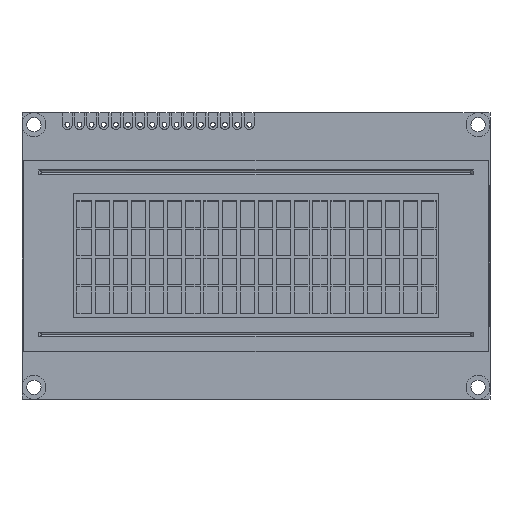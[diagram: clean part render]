
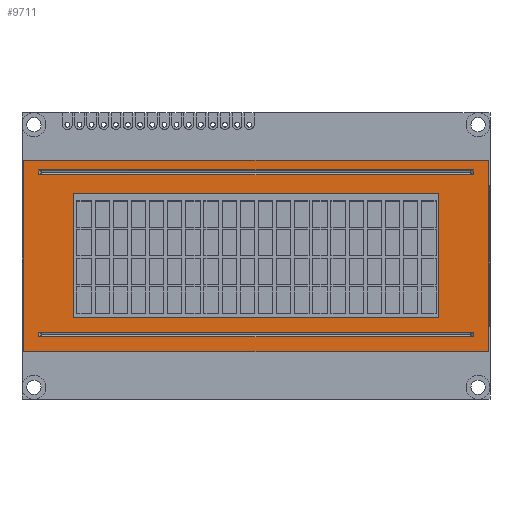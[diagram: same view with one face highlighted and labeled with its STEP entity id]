
A CAD part, top view. The second image highlights one B-rep face of the part: STEP entity #9711.
In plain terms, the highlighted planar face has unit normal (0, 0, 1).
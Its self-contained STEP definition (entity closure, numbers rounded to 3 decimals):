
#7245=CARTESIAN_POINT('',(48.6,20.,11.6));
#7246=VERTEX_POINT('',#7245);
#7253=CARTESIAN_POINT('',(48.6,-20.,11.6));
#7254=VERTEX_POINT('',#7253);
#7255=CARTESIAN_POINT('',(48.6,-20.,11.6));
#7256=DIRECTION('',(-0.,1.,0.));
#7257=VECTOR('',#7256,40.);
#7258=LINE('',#7255,#7257);
#7259=EDGE_CURVE('',#7254,#7246,#7258,.T.);
#9536=CARTESIAN_POINT('',(-48.6,20.,11.6));
#9537=VERTEX_POINT('',#9536);
#9544=CARTESIAN_POINT('',(48.6,20.,11.6));
#9545=DIRECTION('',(-1.,0.,0.));
#9546=VECTOR('',#9545,97.2);
#9547=LINE('',#9544,#9546);
#9548=EDGE_CURVE('',#7246,#9537,#9547,.T.);
#9561=CARTESIAN_POINT('',(-48.6,-20.,11.6));
#9562=VERTEX_POINT('',#9561);
#9569=CARTESIAN_POINT('',(-48.6,20.,11.6));
#9570=DIRECTION('',(0.,-1.,0.));
#9571=VECTOR('',#9570,40.);
#9572=LINE('',#9569,#9571);
#9573=EDGE_CURVE('',#9537,#9562,#9572,.T.);
#9587=CARTESIAN_POINT('',(-48.6,-20.,11.6));
#9588=DIRECTION('',(1.,0.,-0.));
#9589=VECTOR('',#9588,97.2);
#9590=LINE('',#9587,#9589);
#9591=EDGE_CURVE('',#9562,#7254,#9590,.T.);
#9598=CARTESIAN_POINT('',(0.,0.,11.6));
#9599=DIRECTION('',(0.,0.,1.));
#9600=DIRECTION('',(1.,0.,0.));
#9601=AXIS2_PLACEMENT_3D('',#9598,#9599,#9600);
#9602=PLANE('',#9601);
#9603=CARTESIAN_POINT('',(45.5,-15.942,11.6));
#9604=VERTEX_POINT('',#9603);
#9605=CARTESIAN_POINT('',(-45.5,-15.942,11.6));
#9606=VERTEX_POINT('',#9605);
#9607=CARTESIAN_POINT('',(45.5,-15.942,11.6));
#9608=DIRECTION('',(-1.,-0.,0.));
#9609=VECTOR('',#9608,91.);
#9610=LINE('',#9607,#9609);
#9611=EDGE_CURVE('',#9604,#9606,#9610,.T.);
#9612=ORIENTED_EDGE('',*,*,#9611,.F.);
#9613=CARTESIAN_POINT('',(45.5,-16.942,11.6));
#9614=VERTEX_POINT('',#9613);
#9615=CARTESIAN_POINT('',(45.5,-15.942,11.6));
#9616=DIRECTION('',(0.,-1.,0.));
#9617=VECTOR('',#9616,1.);
#9618=LINE('',#9615,#9617);
#9619=EDGE_CURVE('',#9604,#9614,#9618,.T.);
#9620=ORIENTED_EDGE('',*,*,#9619,.T.);
#9621=CARTESIAN_POINT('',(-45.5,-16.942,11.6));
#9622=VERTEX_POINT('',#9621);
#9623=CARTESIAN_POINT('',(-45.5,-16.942,11.6));
#9624=DIRECTION('',(1.,0.,-0.));
#9625=VECTOR('',#9624,91.);
#9626=LINE('',#9623,#9625);
#9627=EDGE_CURVE('',#9622,#9614,#9626,.T.);
#9628=ORIENTED_EDGE('',*,*,#9627,.F.);
#9629=CARTESIAN_POINT('',(-45.5,-16.942,11.6));
#9630=DIRECTION('',(0.,1.,0.));
#9631=VECTOR('',#9630,1.);
#9632=LINE('',#9629,#9631);
#9633=EDGE_CURVE('',#9622,#9606,#9632,.T.);
#9634=ORIENTED_EDGE('',*,*,#9633,.T.);
#9635=EDGE_LOOP('',(#9612,#9620,#9628,#9634));
#9636=FACE_BOUND('',#9635,.T.);
#9637=CARTESIAN_POINT('',(45.5,17.993,11.6));
#9638=VERTEX_POINT('',#9637);
#9639=CARTESIAN_POINT('',(-45.5,17.993,11.6));
#9640=VERTEX_POINT('',#9639);
#9641=CARTESIAN_POINT('',(45.5,17.993,11.6));
#9642=DIRECTION('',(-1.,-0.,0.));
#9643=VECTOR('',#9642,91.);
#9644=LINE('',#9641,#9643);
#9645=EDGE_CURVE('',#9638,#9640,#9644,.T.);
#9646=ORIENTED_EDGE('',*,*,#9645,.F.);
#9647=CARTESIAN_POINT('',(45.5,16.993,11.6));
#9648=VERTEX_POINT('',#9647);
#9649=CARTESIAN_POINT('',(45.5,17.993,11.6));
#9650=DIRECTION('',(-0.,-1.,0.));
#9651=VECTOR('',#9650,1.);
#9652=LINE('',#9649,#9651);
#9653=EDGE_CURVE('',#9638,#9648,#9652,.T.);
#9654=ORIENTED_EDGE('',*,*,#9653,.T.);
#9655=CARTESIAN_POINT('',(-45.5,16.993,11.6));
#9656=VERTEX_POINT('',#9655);
#9657=CARTESIAN_POINT('',(-45.5,16.993,11.6));
#9658=DIRECTION('',(1.,0.,-0.));
#9659=VECTOR('',#9658,91.);
#9660=LINE('',#9657,#9659);
#9661=EDGE_CURVE('',#9656,#9648,#9660,.T.);
#9662=ORIENTED_EDGE('',*,*,#9661,.F.);
#9663=CARTESIAN_POINT('',(-45.5,16.993,11.6));
#9664=DIRECTION('',(0.,1.,0.));
#9665=VECTOR('',#9664,1.);
#9666=LINE('',#9663,#9665);
#9667=EDGE_CURVE('',#9656,#9640,#9666,.T.);
#9668=ORIENTED_EDGE('',*,*,#9667,.T.);
#9669=EDGE_LOOP('',(#9646,#9654,#9662,#9668));
#9670=FACE_BOUND('',#9669,.T.);
#9671=CARTESIAN_POINT('',(38.25,-13.,11.6));
#9672=VERTEX_POINT('',#9671);
#9673=CARTESIAN_POINT('',(38.25,13.,11.6));
#9674=VERTEX_POINT('',#9673);
#9675=CARTESIAN_POINT('',(38.25,-13.,11.6));
#9676=DIRECTION('',(0.,1.,0.));
#9677=VECTOR('',#9676,26.);
#9678=LINE('',#9675,#9677);
#9679=EDGE_CURVE('',#9672,#9674,#9678,.T.);
#9680=ORIENTED_EDGE('',*,*,#9679,.F.);
#9681=CARTESIAN_POINT('',(-38.25,-13.,11.6));
#9682=VERTEX_POINT('',#9681);
#9683=CARTESIAN_POINT('',(-38.25,-13.,11.6));
#9684=DIRECTION('',(1.,0.,-0.));
#9685=VECTOR('',#9684,76.5);
#9686=LINE('',#9683,#9685);
#9687=EDGE_CURVE('',#9682,#9672,#9686,.T.);
#9688=ORIENTED_EDGE('',*,*,#9687,.F.);
#9689=CARTESIAN_POINT('',(-38.25,13.,11.6));
#9690=VERTEX_POINT('',#9689);
#9691=CARTESIAN_POINT('',(-38.25,13.,11.6));
#9692=DIRECTION('',(0.,-1.,0.));
#9693=VECTOR('',#9692,26.);
#9694=LINE('',#9691,#9693);
#9695=EDGE_CURVE('',#9690,#9682,#9694,.T.);
#9696=ORIENTED_EDGE('',*,*,#9695,.F.);
#9697=CARTESIAN_POINT('',(38.25,13.,11.6));
#9698=DIRECTION('',(-1.,0.,0.));
#9699=VECTOR('',#9698,76.5);
#9700=LINE('',#9697,#9699);
#9701=EDGE_CURVE('',#9674,#9690,#9700,.T.);
#9702=ORIENTED_EDGE('',*,*,#9701,.F.);
#9703=EDGE_LOOP('',(#9680,#9688,#9696,#9702));
#9704=FACE_BOUND('',#9703,.T.);
#9705=ORIENTED_EDGE('',*,*,#7259,.T.);
#9706=ORIENTED_EDGE('',*,*,#9548,.T.);
#9707=ORIENTED_EDGE('',*,*,#9573,.T.);
#9708=ORIENTED_EDGE('',*,*,#9591,.T.);
#9709=EDGE_LOOP('',(#9705,#9706,#9707,#9708));
#9710=FACE_BOUND('',#9709,.T.);
#9711=ADVANCED_FACE('',(#9636,#9670,#9704,#9710),#9602,.T.);
